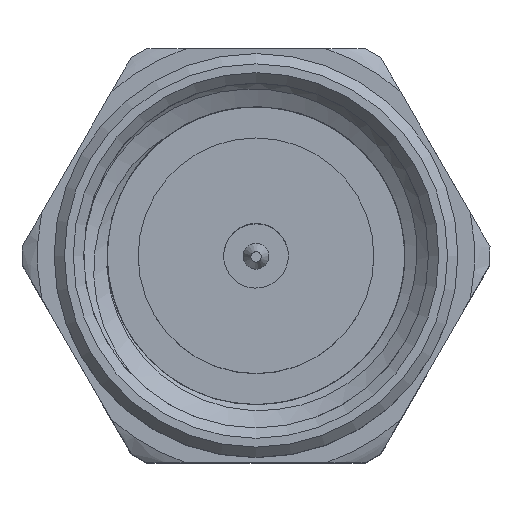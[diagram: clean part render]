
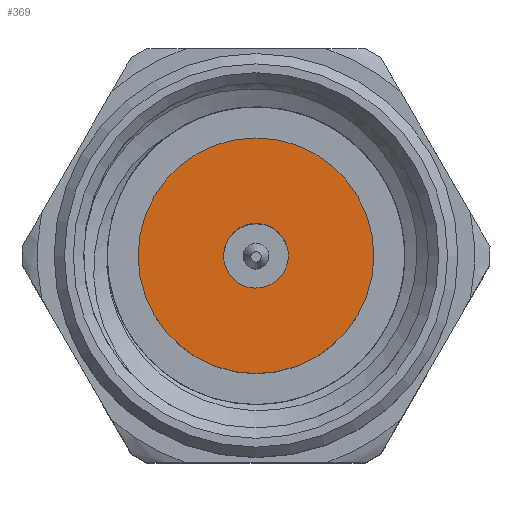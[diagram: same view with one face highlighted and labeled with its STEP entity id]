
A CAD part, top view. The second image highlights one B-rep face of the part: STEP entity #369.
In plain terms, the highlighted planar face has unit normal (0, 0, 1).
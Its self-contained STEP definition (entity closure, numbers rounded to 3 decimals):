
#369 = ADVANCED_FACE( '', ( #855, #856 ), #857, .F. );
#855 = FACE_OUTER_BOUND( '', #1823, .T. );
#856 = FACE_BOUND( '', #1824, .T. );
#857 = PLANE( '', #1825 );
#1823 = EDGE_LOOP( '', ( #3009 ) );
#1824 = EDGE_LOOP( '', ( #3010 ) );
#1825 = AXIS2_PLACEMENT_3D( '', #3011, #3012, #3013 );
#3009 = ORIENTED_EDGE( '', *, *, #3611, .F. );
#3010 = ORIENTED_EDGE( '', *, *, #3852, .F. );
#3011 = CARTESIAN_POINT( '', ( 0., 0., 6.32 ) );
#3012 = DIRECTION( '', ( 0., 0., -1. ) );
#3013 = DIRECTION( '', ( -1., 0., 0. ) );
#3611 = EDGE_CURVE( '', #4039, #4039, #4040, .T. );
#3852 = EDGE_CURVE( '', #4430, #4430, #4431, .T. );
#4039 = VERTEX_POINT( '', #4664 );
#4040 = CIRCLE( '', #4665, 2.275 );
#4430 = VERTEX_POINT( '', #5914 );
#4431 = CIRCLE( '', #5915, 0.625 );
#4664 = CARTESIAN_POINT( '', ( 0., -2.275, 6.32 ) );
#4665 = AXIS2_PLACEMENT_3D( '', #6491, #6492, #6493 );
#5914 = CARTESIAN_POINT( '', ( -0.61, 0.135, 6.32 ) );
#5915 = AXIS2_PLACEMENT_3D( '', #6777, #6778, #6779 );
#6491 = CARTESIAN_POINT( '', ( 0., 0., 6.32 ) );
#6492 = DIRECTION( '', ( 0., 0., -1. ) );
#6493 = DIRECTION( '', ( 0., -1., 0. ) );
#6777 = CARTESIAN_POINT( '', ( 0., 0., 6.32 ) );
#6778 = DIRECTION( '', ( 0., 0., 1. ) );
#6779 = DIRECTION( '', ( -0.976, 0.216, 0. ) );
